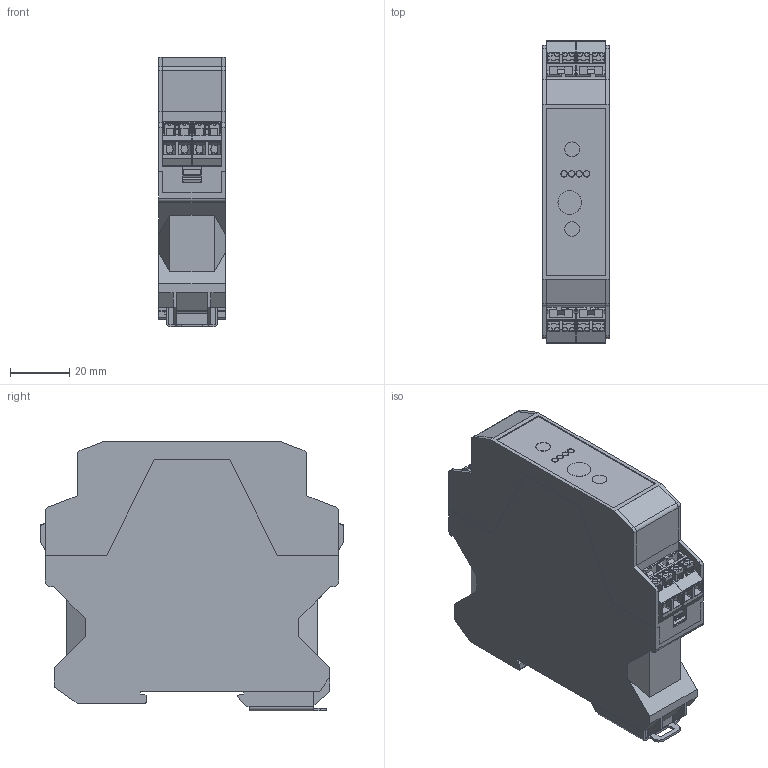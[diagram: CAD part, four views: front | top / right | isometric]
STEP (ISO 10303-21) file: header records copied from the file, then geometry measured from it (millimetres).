
FILE_DESCRIPTION(/* description */ ('Alibre Inc.'),/* implementation_level */ '2;1');
FILE_NAME(/* name */ 'export-4082C8BD-D5AC-4526-BCAF-D4DB29404563',/* time_stamp */ '2019-03-14T10:02:31+01:00',/* author */ (''),/* organization */ (''),/* preprocessor_version */ 'ST-DEVELOPER v17',/* originating_system */ 'Alibre',/* authorisation */ '');
FILE_SCHEMA (('AUTOMOTIVE_DESIGN'));
Length unit declared in the file: millimetre
Bounding box: 22.6 x 102.3 x 91.1 mm (x, y, z)
Volume: 63683.2 mm3; surface area: 67852.4 mm2
Topology: 20 solids, 20 shells, 5415 faces, 14805 edges, 9646 vertices
Faces by surface type: plane 4386, cylinder 917, cone 48, torus 32, sphere 32
Full cylindrical faces by diameter (mm): 2.08 x4, 2.2 x4, 4.98 x2, 5 x2, 7.98 x1, 8 x1
Entity records: 63842 total; most frequent: CARTESIAN_POINT 11756, ORIENTED_EDGE 11486, DIRECTION 8512, EDGE_CURVE 5740, VECTOR 4770, LINE 4770, VERTEX_POINT 3752, AXIS2_PLACEMENT_3D 2674
